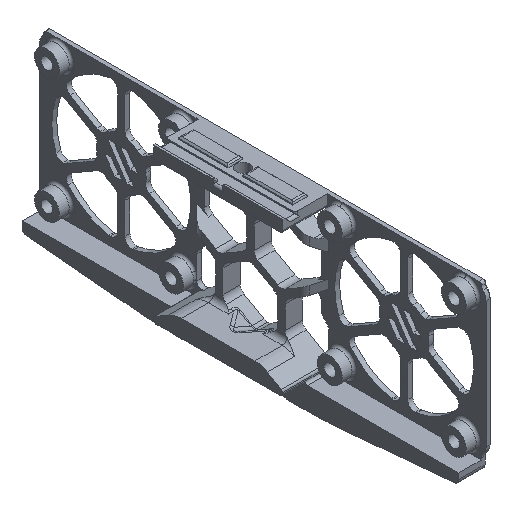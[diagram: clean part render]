
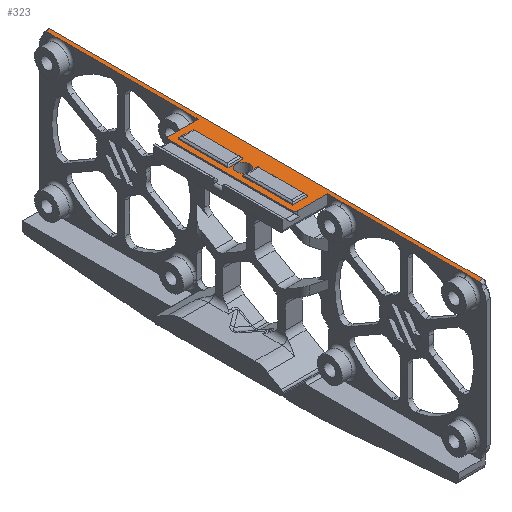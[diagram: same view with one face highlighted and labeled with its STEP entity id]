
A CAD part, isometric view. The second image highlights one B-rep face of the part: STEP entity #323.
In plain terms, the highlighted planar face has unit normal (0, 0, 1).
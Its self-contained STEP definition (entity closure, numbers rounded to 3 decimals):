
#66=CARTESIAN_POINT('',(25.7,193.,71.904));
#67=VERTEX_POINT('',#66);
#74=CARTESIAN_POINT('',(37.8,193.,71.904));
#75=VERTEX_POINT('',#74);
#76=CARTESIAN_POINT('',(25.7,193.,71.904));
#77=DIRECTION('',(1.,0.,-0.));
#78=VECTOR('',#77,12.1);
#79=LINE('',#76,#78);
#80=EDGE_CURVE('',#67,#75,#79,.T.);
#107=CARTESIAN_POINT('',(33.3,226.134,71.904));
#108=DIRECTION('',(0.,0.,-1.));
#109=DIRECTION('',(-1.,0.,0.));
#110=AXIS2_PLACEMENT_3D('',#107,#108,#109);
#111=PLANE('',#110);
#112=CARTESIAN_POINT('',(26.8,144.,71.904));
#113=VERTEX_POINT('',#112);
#114=CARTESIAN_POINT('',(26.8,164.,71.904));
#115=VERTEX_POINT('',#114);
#116=CARTESIAN_POINT('',(26.8,144.,71.904));
#117=DIRECTION('',(0.,1.,0.));
#118=VECTOR('',#117,20.);
#119=LINE('',#116,#118);
#120=EDGE_CURVE('',#113,#115,#119,.T.);
#121=ORIENTED_EDGE('',*,*,#120,.T.);
#122=CARTESIAN_POINT('',(32.8,164.,71.904));
#123=VERTEX_POINT('',#122);
#124=CARTESIAN_POINT('',(26.8,164.,71.904));
#125=DIRECTION('',(1.,0.,-0.));
#126=VECTOR('',#125,6.);
#127=LINE('',#124,#126);
#128=EDGE_CURVE('',#115,#123,#127,.T.);
#129=ORIENTED_EDGE('',*,*,#128,.T.);
#130=CARTESIAN_POINT('',(32.8,144.,71.904));
#131=VERTEX_POINT('',#130);
#132=CARTESIAN_POINT('',(32.8,164.,71.904));
#133=DIRECTION('',(-0.,-1.,-0.));
#134=VECTOR('',#133,20.);
#135=LINE('',#132,#134);
#136=EDGE_CURVE('',#123,#131,#135,.T.);
#137=ORIENTED_EDGE('',*,*,#136,.T.);
#138=CARTESIAN_POINT('',(32.8,144.,71.904));
#139=DIRECTION('',(-1.,-0.,0.));
#140=VECTOR('',#139,6.);
#141=LINE('',#138,#140);
#142=EDGE_CURVE('',#131,#113,#141,.T.);
#143=ORIENTED_EDGE('',*,*,#142,.T.);
#144=EDGE_LOOP('',(#121,#129,#137,#143));
#145=FACE_BOUND('',#144,.T.);
#146=CARTESIAN_POINT('',(26.8,190.,71.904));
#147=VERTEX_POINT('',#146);
#148=CARTESIAN_POINT('',(32.8,190.,71.904));
#149=VERTEX_POINT('',#148);
#150=CARTESIAN_POINT('',(26.8,190.,71.904));
#151=DIRECTION('',(1.,0.,-0.));
#152=VECTOR('',#151,6.);
#153=LINE('',#150,#152);
#154=EDGE_CURVE('',#147,#149,#153,.T.);
#155=ORIENTED_EDGE('',*,*,#154,.T.);
#156=CARTESIAN_POINT('',(32.8,170.,71.904));
#157=VERTEX_POINT('',#156);
#158=CARTESIAN_POINT('',(32.8,190.,71.904));
#159=DIRECTION('',(-0.,-1.,-0.));
#160=VECTOR('',#159,20.);
#161=LINE('',#158,#160);
#162=EDGE_CURVE('',#149,#157,#161,.T.);
#163=ORIENTED_EDGE('',*,*,#162,.T.);
#164=CARTESIAN_POINT('',(26.8,170.,71.904));
#165=VERTEX_POINT('',#164);
#166=CARTESIAN_POINT('',(32.8,170.,71.904));
#167=DIRECTION('',(-1.,-0.,0.));
#168=VECTOR('',#167,6.);
#169=LINE('',#166,#168);
#170=EDGE_CURVE('',#157,#165,#169,.T.);
#171=ORIENTED_EDGE('',*,*,#170,.T.);
#172=CARTESIAN_POINT('',(26.8,170.,71.904));
#173=DIRECTION('',(0.,1.,0.));
#174=VECTOR('',#173,20.);
#175=LINE('',#172,#174);
#176=EDGE_CURVE('',#165,#147,#175,.T.);
#177=ORIENTED_EDGE('',*,*,#176,.T.);
#178=EDGE_LOOP('',(#155,#163,#171,#177));
#179=FACE_BOUND('',#178,.T.);
#180=CARTESIAN_POINT('',(27.1,167.,71.904));
#181=VERTEX_POINT('',#180);
#182=CARTESIAN_POINT('',(32.5,167.,71.904));
#183=VERTEX_POINT('',#182);
#184=CARTESIAN_POINT('',(29.8,167.,71.904));
#185=DIRECTION('',(0.,0.,-1.));
#186=DIRECTION('',(-1.,0.,0.));
#187=AXIS2_PLACEMENT_3D('',#184,#185,#186);
#188=CIRCLE('',#187,2.7);
#189=EDGE_CURVE('',#181,#183,#188,.T.);
#190=ORIENTED_EDGE('',*,*,#189,.T.);
#191=CARTESIAN_POINT('',(29.8,167.,71.904));
#192=DIRECTION('',(0.,0.,-1.));
#193=DIRECTION('',(-1.,0.,0.));
#194=AXIS2_PLACEMENT_3D('',#191,#192,#193);
#195=CIRCLE('',#194,2.7);
#196=EDGE_CURVE('',#183,#181,#195,.T.);
#197=ORIENTED_EDGE('',*,*,#196,.T.);
#198=EDGE_LOOP('',(#190,#197));
#199=FACE_BOUND('',#198,.T.);
#200=ORIENTED_EDGE('',*,*,#80,.F.);
#201=CARTESIAN_POINT('',(24.7,192.,71.904));
#202=VERTEX_POINT('',#201);
#203=CARTESIAN_POINT('',(25.7,192.,71.904));
#204=DIRECTION('',(-0.,-0.,1.));
#205=DIRECTION('',(-1.,0.,0.));
#206=AXIS2_PLACEMENT_3D('',#203,#204,#205);
#207=CIRCLE('',#206,1.);
#208=EDGE_CURVE('',#67,#202,#207,.T.);
#209=ORIENTED_EDGE('',*,*,#208,.T.);
#210=CARTESIAN_POINT('',(24.7,142.,71.904));
#211=VERTEX_POINT('',#210);
#212=CARTESIAN_POINT('',(24.7,142.,71.904));
#213=DIRECTION('',(0.,1.,0.));
#214=VECTOR('',#213,50.);
#215=LINE('',#212,#214);
#216=EDGE_CURVE('',#211,#202,#215,.T.);
#217=ORIENTED_EDGE('',*,*,#216,.F.);
#218=CARTESIAN_POINT('',(25.7,141.,71.904));
#219=VERTEX_POINT('',#218);
#220=CARTESIAN_POINT('',(25.7,142.,71.904));
#221=DIRECTION('',(-0.,-0.,1.));
#222=DIRECTION('',(-1.,0.,0.));
#223=AXIS2_PLACEMENT_3D('',#220,#221,#222);
#224=CIRCLE('',#223,1.);
#225=EDGE_CURVE('',#211,#219,#224,.T.);
#226=ORIENTED_EDGE('',*,*,#225,.T.);
#227=CARTESIAN_POINT('',(37.8,141.,71.904));
#228=VERTEX_POINT('',#227);
#229=CARTESIAN_POINT('',(37.8,141.,71.904));
#230=DIRECTION('',(-1.,0.,0.));
#231=VECTOR('',#230,12.1);
#232=LINE('',#229,#231);
#233=EDGE_CURVE('',#228,#219,#232,.T.);
#234=ORIENTED_EDGE('',*,*,#233,.F.);
#235=CARTESIAN_POINT('',(37.8,135.029,71.904));
#236=VERTEX_POINT('',#235);
#237=CARTESIAN_POINT('',(37.8,141.,71.904));
#238=DIRECTION('',(0.,-1.,0.));
#239=VECTOR('',#238,5.971);
#240=LINE('',#237,#239);
#241=EDGE_CURVE('',#228,#236,#240,.T.);
#242=ORIENTED_EDGE('',*,*,#241,.T.);
#243=CARTESIAN_POINT('',(37.8,134.971,71.904));
#244=VERTEX_POINT('',#243);
#245=CARTESIAN_POINT('',(37.8,135.029,71.904));
#246=DIRECTION('',(0.,-1.,0.));
#247=VECTOR('',#246,0.058);
#248=LINE('',#245,#247);
#249=EDGE_CURVE('',#236,#244,#248,.T.);
#250=ORIENTED_EDGE('',*,*,#249,.T.);
#251=CARTESIAN_POINT('',(37.8,85.048,71.904));
#252=VERTEX_POINT('',#251);
#253=CARTESIAN_POINT('',(37.8,134.971,71.904));
#254=DIRECTION('',(0.,-1.,0.));
#255=VECTOR('',#254,49.923);
#256=LINE('',#253,#255);
#257=EDGE_CURVE('',#244,#252,#256,.T.);
#258=ORIENTED_EDGE('',*,*,#257,.T.);
#259=CARTESIAN_POINT('',(37.8,84.952,71.904));
#260=VERTEX_POINT('',#259);
#261=CARTESIAN_POINT('',(37.8,85.048,71.904));
#262=DIRECTION('',(0.,-1.,0.));
#263=VECTOR('',#262,0.096);
#264=LINE('',#261,#263);
#265=EDGE_CURVE('',#252,#260,#264,.T.);
#266=ORIENTED_EDGE('',*,*,#265,.T.);
#267=CARTESIAN_POINT('',(37.8,79.81,71.904));
#268=VERTEX_POINT('',#267);
#269=CARTESIAN_POINT('',(37.8,84.952,71.904));
#270=DIRECTION('',(0.,-1.,0.));
#271=VECTOR('',#270,5.142);
#272=LINE('',#269,#271);
#273=EDGE_CURVE('',#260,#268,#272,.T.);
#274=ORIENTED_EDGE('',*,*,#273,.T.);
#275=CARTESIAN_POINT('',(39.4,79.81,71.904));
#276=VERTEX_POINT('',#275);
#277=CARTESIAN_POINT('',(37.8,79.81,71.904));
#278=DIRECTION('',(1.,0.,-0.));
#279=VECTOR('',#278,1.6);
#280=LINE('',#277,#279);
#281=EDGE_CURVE('',#268,#276,#280,.T.);
#282=ORIENTED_EDGE('',*,*,#281,.T.);
#283=CARTESIAN_POINT('',(39.4,254.19,71.904));
#284=VERTEX_POINT('',#283);
#285=CARTESIAN_POINT('',(39.4,79.81,71.904));
#286=DIRECTION('',(0.,1.,0.));
#287=VECTOR('',#286,174.381);
#288=LINE('',#285,#287);
#289=EDGE_CURVE('',#276,#284,#288,.T.);
#290=ORIENTED_EDGE('',*,*,#289,.T.);
#291=CARTESIAN_POINT('',(37.8,254.19,71.904));
#292=VERTEX_POINT('',#291);
#293=CARTESIAN_POINT('',(39.4,254.19,71.904));
#294=DIRECTION('',(-1.,-0.,0.));
#295=VECTOR('',#294,1.6);
#296=LINE('',#293,#295);
#297=EDGE_CURVE('',#284,#292,#296,.T.);
#298=ORIENTED_EDGE('',*,*,#297,.T.);
#299=CARTESIAN_POINT('',(37.8,249.,71.904));
#300=VERTEX_POINT('',#299);
#301=CARTESIAN_POINT('',(37.8,249.,71.904));
#302=DIRECTION('',(0.,1.,0.));
#303=VECTOR('',#302,5.19);
#304=LINE('',#301,#303);
#305=EDGE_CURVE('',#300,#292,#304,.T.);
#306=ORIENTED_EDGE('',*,*,#305,.F.);
#307=CARTESIAN_POINT('',(37.8,199.,71.904));
#308=VERTEX_POINT('',#307);
#309=CARTESIAN_POINT('',(37.8,199.,71.904));
#310=DIRECTION('',(0.,1.,0.));
#311=VECTOR('',#310,50.);
#312=LINE('',#309,#311);
#313=EDGE_CURVE('',#308,#300,#312,.T.);
#314=ORIENTED_EDGE('',*,*,#313,.F.);
#315=CARTESIAN_POINT('',(37.8,193.,71.904));
#316=DIRECTION('',(0.,1.,0.));
#317=VECTOR('',#316,6.);
#318=LINE('',#315,#317);
#319=EDGE_CURVE('',#75,#308,#318,.T.);
#320=ORIENTED_EDGE('',*,*,#319,.F.);
#321=EDGE_LOOP('',(#200,#209,#217,#226,#234,#242,#250,#258,#266,#274,#282,#290,#298,#306,#314,#320));
#322=FACE_BOUND('',#321,.T.);
#323=ADVANCED_FACE('',(#145,#179,#199,#322),#111,.F.);
